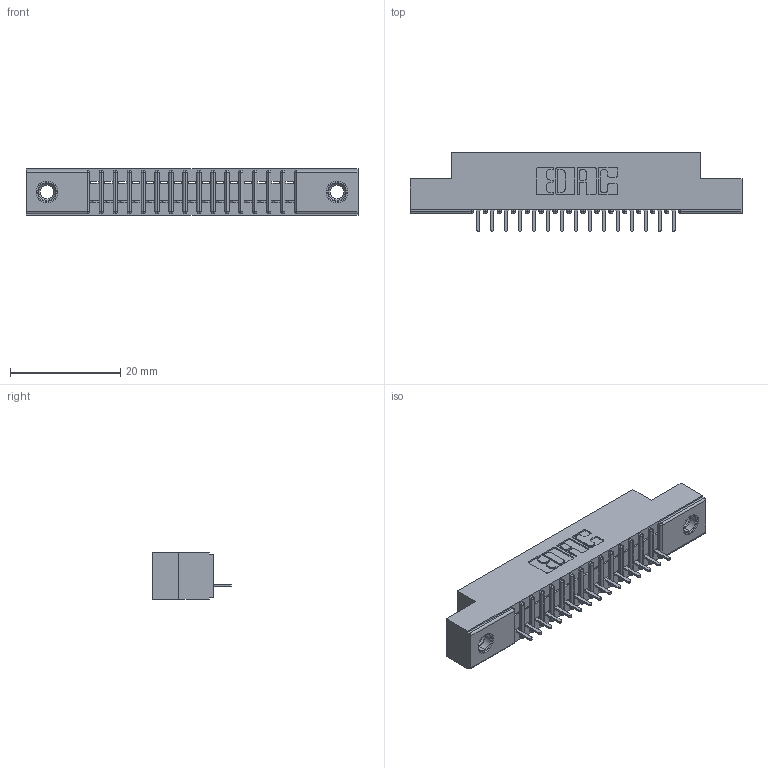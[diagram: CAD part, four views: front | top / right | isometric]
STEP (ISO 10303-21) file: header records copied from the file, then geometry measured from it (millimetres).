
FILE_DESCRIPTION (( 'STEP AP203' ), '1' );
FILE_NAME ('391-015-520-107.STEP', '2018-08-08T17:21:33', ( '' ), ( '' ), 'SwSTEP 2.0', 'SolidWorks 2016', '' );
FILE_SCHEMA (( 'CONFIG_CONTROL_DESIGN' ));
Length unit declared in the file: inch
Products named in the file (4): 341 Part_.156 (3.96) Dia Mounting Holes; 341-292-001_341-292-120; 345-250-001_345-250-005-103; 391-015-520-107
Assembly tree (18 placements, depth 2):
  391-015-520-107
    341 Part_.156 (3.96) Dia Mounting Holes
    341-292-001_341-292-120  x15
    345-250-001_345-250-005-103  x2
Bounding box: 60.33 x 14.27 x 8.38 mm (x, y, z)
Volume: 3333.2 mm3; surface area: 5822.5 mm2
Topology: 18 solids, 18 shells, 1406 faces, 4007 edges, 2570 vertices
Faces by surface type: plane 865, cylinder 465, sphere 32, torus 32, cone 12
Entity records: 22455 total; most frequent: CARTESIAN_POINT 3781, ORIENTED_EDGE 3762, DIRECTION 3683, EDGE_CURVE 1881, LINE 1487, VECTOR 1487, VERTEX_POINT 1196, AXIS2_PLACEMENT_3D 1098
